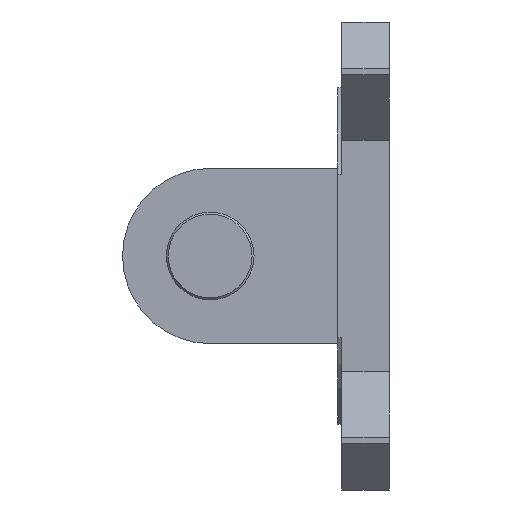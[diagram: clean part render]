
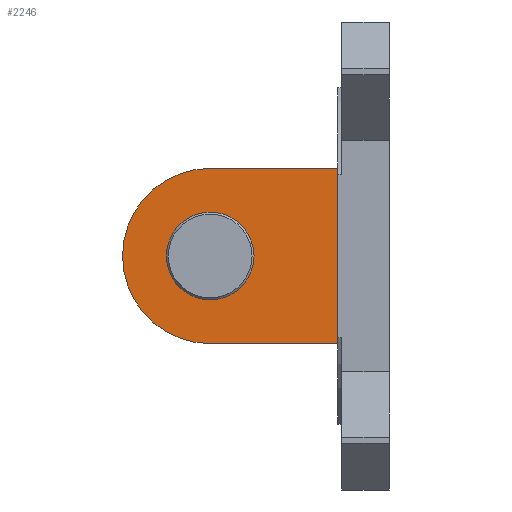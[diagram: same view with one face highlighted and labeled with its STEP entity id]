
A CAD part, left-side view. The second image highlights one B-rep face of the part: STEP entity #2246.
In plain terms, the highlighted planar face has unit normal (-1, 0, 0).
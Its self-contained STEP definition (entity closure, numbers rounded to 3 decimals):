
#16 = VERTEX_POINT ( 'NONE', #1722 ) ;
#54 = DIRECTION ( 'NONE',  ( 0., 0., -1. ) ) ;
#58 = DIRECTION ( 'NONE',  ( 1., 0., 0. ) ) ;
#61 = CARTESIAN_POINT ( 'NONE',  ( -31.9, 45., 0. ) ) ;
#123 = VECTOR ( 'NONE', #743, 1000. ) ;
#146 = EDGE_CURVE ( 'NONE', #164, #1043, #764, .T. ) ;
#164 = VERTEX_POINT ( 'NONE', #1370 ) ;
#220 = ORIENTED_EDGE ( 'NONE', *, *, #2319, .T. ) ;
#293 = EDGE_CURVE ( 'NONE', #1062, #164, #1902, .T. ) ;
#362 = DIRECTION ( 'NONE',  ( 0., 0., -1. ) ) ;
#388 = ORIENTED_EDGE ( 'NONE', *, *, #704, .T. ) ;
#403 = AXIS2_PLACEMENT_3D ( 'NONE', #1013, #1003, #1000 ) ;
#406 = CARTESIAN_POINT ( 'NONE',  ( -31.9, 45., -11. ) ) ;
#439 = EDGE_CURVE ( 'NONE', #16, #1062, #604, .T. ) ;
#473 = CARTESIAN_POINT ( 'NONE',  ( -31.9, 45., 11. ) ) ;
#556 = CARTESIAN_POINT ( 'NONE',  ( -31.9, -87.395, -34.517 ) ) ;
#581 = ORIENTED_EDGE ( 'NONE', *, *, #439, .T. ) ;
#587 = VERTEX_POINT ( 'NONE', #406 ) ;
#604 = LINE ( 'NONE', #738, #123 ) ;
#704 = EDGE_CURVE ( 'NONE', #587, #1331, #1545, .T. ) ;
#738 = CARTESIAN_POINT ( 'NONE',  ( -31.9, -87.395, 22. ) ) ;
#743 = DIRECTION ( 'NONE',  ( 0., 1., 0. ) ) ;
#751 = ORIENTED_EDGE ( 'NONE', *, *, #293, .T. ) ;
#752 = FACE_OUTER_BOUND ( 'NONE', #2122, .T. ) ;
#764 = LINE ( 'NONE', #1493, #1229 ) ;
#851 = EDGE_CURVE ( 'NONE', #1331, #587, #1230, .T. ) ;
#865 = AXIS2_PLACEMENT_3D ( 'NONE', #556, #1532, #362 ) ;
#921 = ORIENTED_EDGE ( 'NONE', *, *, #146, .T. ) ;
#1000 = DIRECTION ( 'NONE',  ( 0., 0., -1. ) ) ;
#1003 = DIRECTION ( 'NONE',  ( -1., 0., 0. ) ) ;
#1013 = CARTESIAN_POINT ( 'NONE',  ( -31.9, 45., 0. ) ) ;
#1028 = ORIENTED_EDGE ( 'NONE', *, *, #851, .T. ) ;
#1043 = VERTEX_POINT ( 'NONE', #2050 ) ;
#1062 = VERTEX_POINT ( 'NONE', #2324 ) ;
#1142 = AXIS2_PLACEMENT_3D ( 'NONE', #61, #58, #54 ) ;
#1229 = VECTOR ( 'NONE', #1399, 1000. ) ;
#1230 = CIRCLE ( 'NONE', #1885, 11. ) ;
#1278 = FACE_BOUND ( 'NONE', #1614, .T. ) ;
#1331 = VERTEX_POINT ( 'NONE', #473 ) ;
#1351 = PLANE ( 'NONE',  #865 ) ;
#1370 = CARTESIAN_POINT ( 'NONE',  ( -31.9, 45., -22. ) ) ;
#1399 = DIRECTION ( 'NONE',  ( 0., -1., 0. ) ) ;
#1485 = VECTOR ( 'NONE', #2393, 1000. ) ;
#1493 = CARTESIAN_POINT ( 'NONE',  ( -31.9, -87.395, -22. ) ) ;
#1532 = DIRECTION ( 'NONE',  ( 1., 0., 0. ) ) ;
#1545 = CIRCLE ( 'NONE', #1142, 11. ) ;
#1614 = EDGE_LOOP ( 'NONE', ( #388, #1028 ) ) ;
#1722 = CARTESIAN_POINT ( 'NONE',  ( -31.9, 13., 22. ) ) ;
#1885 = AXIS2_PLACEMENT_3D ( 'NONE', #2004, #2326, #2333 ) ;
#1902 = CIRCLE ( 'NONE', #403, 22. ) ;
#1949 = LINE ( 'NONE', #2227, #1485 ) ;
#2004 = CARTESIAN_POINT ( 'NONE',  ( -31.9, 45., 0. ) ) ;
#2050 = CARTESIAN_POINT ( 'NONE',  ( -31.9, 13., -22. ) ) ;
#2122 = EDGE_LOOP ( 'NONE', ( #581, #751, #921, #220 ) ) ;
#2227 = CARTESIAN_POINT ( 'NONE',  ( -31.9, 13., -34.517 ) ) ;
#2246 = ADVANCED_FACE ( 'NONE', ( #1278, #752 ), #1351, .F. ) ;
#2319 = EDGE_CURVE ( 'NONE', #1043, #16, #1949, .T. ) ;
#2324 = CARTESIAN_POINT ( 'NONE',  ( -31.9, 45., 22. ) ) ;
#2326 = DIRECTION ( 'NONE',  ( 1., 0., 0. ) ) ;
#2333 = DIRECTION ( 'NONE',  ( 0., 0., -1. ) ) ;
#2393 = DIRECTION ( 'NONE',  ( 0., 0., 1. ) ) ;
